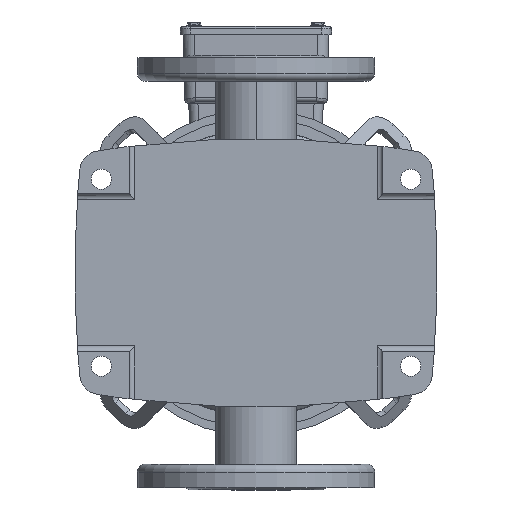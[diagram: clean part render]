
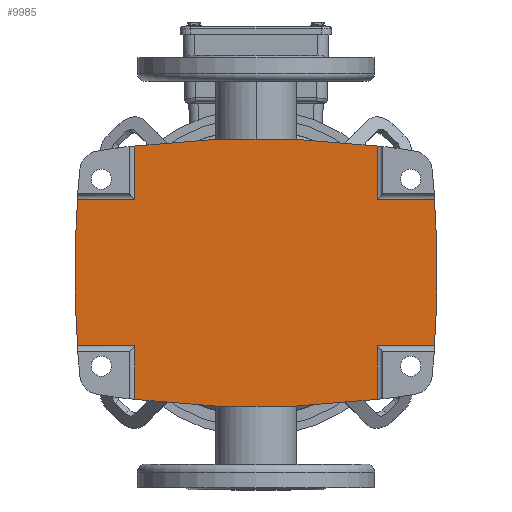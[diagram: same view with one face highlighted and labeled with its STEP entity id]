
A CAD part, front view. The second image highlights one B-rep face of the part: STEP entity #9985.
In plain terms, the highlighted planar face has unit normal (0, -1, 0).
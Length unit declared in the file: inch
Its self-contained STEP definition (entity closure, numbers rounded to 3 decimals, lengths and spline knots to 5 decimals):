
#286 = EDGE_CURVE ( 'NONE', #59296, #36847, #10833, .T. ) ;
#312 = EDGE_CURVE ( 'NONE', #33282, #52554, #37823, .T. ) ;
#1955 = ORIENTED_EDGE ( 'NONE', *, *, #72855, .T. ) ;
#2509 = ORIENTED_EDGE ( 'NONE', *, *, #74704, .F. ) ;
#3200 = DIRECTION ( 'NONE',  ( 0., -1., 0. ) ) ;
#3539 = DIRECTION ( 'NONE',  ( 0., 0., 1. ) ) ;
#5605 = DIRECTION ( 'NONE',  ( 0., 0., 1. ) ) ;
#6189 = VECTOR ( 'NONE', #16001, 39.37008 ) ;
#6253 = VERTEX_POINT ( 'NONE', #68868 ) ;
#6255 = CARTESIAN_POINT ( 'NONE',  ( -1.99928, 0.19685, -6.87992 ) ) ;
#7614 = AXIS2_PLACEMENT_3D ( 'NONE', #32476, #43824, #3539 ) ;
#7811 = CARTESIAN_POINT ( 'NONE',  ( 3.46496, 0.19685, -3.31346 ) ) ;
#9801 = VERTEX_POINT ( 'NONE', #57733 ) ;
#9962 = DIRECTION ( 'NONE',  ( 0., 1., 0. ) ) ;
#9985 = ADVANCED_FACE ( 'NONE', ( #48854 ), #20673, .F. ) ;
#10015 = CARTESIAN_POINT ( 'NONE',  ( -1.99928, 0.19685, -3.31346 ) ) ;
#10347 = DIRECTION ( 'NONE',  ( 0., 0., 1. ) ) ;
#10833 = CIRCLE ( 'NONE', #62890, 26.77315 ) ;
#11652 = EDGE_CURVE ( 'NONE', #19788, #69360, #44894, .T. ) ;
#13453 = CARTESIAN_POINT ( 'NONE',  ( -1.99928, 0.19685, 3.31346 ) ) ;
#13665 = ORIENTED_EDGE ( 'NONE', *, *, #57209, .F. ) ;
#13674 = EDGE_CURVE ( 'NONE', #33282, #59296, #40464, .T. ) ;
#13967 = VERTEX_POINT ( 'NONE', #13453 ) ;
#14534 = CARTESIAN_POINT ( 'NONE',  ( -4.59646, 0.19685, -3.31346 ) ) ;
#15206 = EDGE_LOOP ( 'NONE', ( #52076, #74355, #51368, #71244, #2509, #13665, #65535, #27833, #55747, #30294, #50104, #60224, #1955, #17667 ) ) ;
#16001 = DIRECTION ( 'NONE',  ( 1., 0., 0. ) ) ;
#16335 = VECTOR ( 'NONE', #54025, 39.37008 ) ;
#17194 = CARTESIAN_POINT ( 'NONE',  ( 1.99928, 0.19685, 3.31346 ) ) ;
#17667 = ORIENTED_EDGE ( 'NONE', *, *, #46294, .T. ) ;
#19003 = DIRECTION ( 'NONE',  ( 0., 0., 1. ) ) ;
#19324 = DIRECTION ( 'NONE',  ( 1., 0., 0. ) ) ;
#19788 = VERTEX_POINT ( 'NONE', #35211 ) ;
#20065 = CARTESIAN_POINT ( 'NONE',  ( -4.59646, 0.19685, -3.31346 ) ) ;
#20502 = CARTESIAN_POINT ( 'NONE',  ( -1.99928, 0.19685, -4.87898 ) ) ;
#20673 = PLANE ( 'NONE',  #7614 ) ;
#21049 = DIRECTION ( 'NONE',  ( 0., -1., 0. ) ) ;
#21937 = CARTESIAN_POINT ( 'NONE',  ( 0., 0.19685, 4.95031 ) ) ;
#22192 = LINE ( 'NONE', #74278, #49190 ) ;
#23488 = DIRECTION ( 'NONE',  ( 0., 0., 1. ) ) ;
#23550 = LINE ( 'NONE', #20065, #29836 ) ;
#25724 = CARTESIAN_POINT ( 'NONE',  ( -23.10236, 0.19685, 0. ) ) ;
#26044 = AXIS2_PLACEMENT_3D ( 'NONE', #30992, #59479, #30504 ) ;
#26229 = CARTESIAN_POINT ( 'NONE',  ( 1.99928, 0.19685, -6.87992 ) ) ;
#27077 = CARTESIAN_POINT ( 'NONE',  ( 0., 0.19685, -23.10236 ) ) ;
#27833 = ORIENTED_EDGE ( 'NONE', *, *, #61879, .T. ) ;
#29078 = CARTESIAN_POINT ( 'NONE',  ( -3.46496, 0.19685, 3.31346 ) ) ;
#29818 = AXIS2_PLACEMENT_3D ( 'NONE', #65341, #53226, #19003 ) ;
#29836 = VECTOR ( 'NONE', #19324, 39.37008 ) ;
#30089 = VECTOR ( 'NONE', #40522, 39.37008 ) ;
#30294 = ORIENTED_EDGE ( 'NONE', *, *, #286, .F. ) ;
#30504 = DIRECTION ( 'NONE',  ( 0., 0., 1. ) ) ;
#30992 = CARTESIAN_POINT ( 'NONE',  ( 0., 0.19685, 23.10236 ) ) ;
#32113 = CARTESIAN_POINT ( 'NONE',  ( -1.99928, 0.19685, 4.87898 ) ) ;
#32343 = CARTESIAN_POINT ( 'NONE',  ( 0., 0.19685, 23.10236 ) ) ;
#32383 = CARTESIAN_POINT ( 'NONE',  ( 0., 0.19685, -23.10236 ) ) ;
#32476 = CARTESIAN_POINT ( 'NONE',  ( -1.99928, 0.19685, -6.87992 ) ) ;
#33282 = VERTEX_POINT ( 'NONE', #17194 ) ;
#34164 = EDGE_CURVE ( 'NONE', #6253, #36847, #23550, .T. ) ;
#34451 = VERTEX_POINT ( 'NONE', #29078 ) ;
#35211 = CARTESIAN_POINT ( 'NONE',  ( 1.99928, 0.19685, -4.87898 ) ) ;
#35654 = AXIS2_PLACEMENT_3D ( 'NONE', #32383, #3200, #37931 ) ;
#36847 = VERTEX_POINT ( 'NONE', #7811 ) ;
#37823 = LINE ( 'NONE', #26229, #60370 ) ;
#37931 = DIRECTION ( 'NONE',  ( 0., 0., 1. ) ) ;
#38545 = VERTEX_POINT ( 'NONE', #10015 ) ;
#39536 = AXIS2_PLACEMENT_3D ( 'NONE', #32343, #9962, #55287 ) ;
#40383 = CARTESIAN_POINT ( 'NONE',  ( 3.46496, 0.19685, 3.31346 ) ) ;
#40464 = LINE ( 'NONE', #66655, #6189 ) ;
#40522 = DIRECTION ( 'NONE',  ( 0., 0., 1. ) ) ;
#41364 = VECTOR ( 'NONE', #5605, 39.37008 ) ;
#43053 = VERTEX_POINT ( 'NONE', #32113 ) ;
#43824 = DIRECTION ( 'NONE',  ( 0., 1., 0. ) ) ;
#44246 = CIRCLE ( 'NONE', #39536, 28.05268 ) ;
#44894 = CIRCLE ( 'NONE', #26044, 28.05268 ) ;
#45007 = CIRCLE ( 'NONE', #67516, 28.05268 ) ;
#46294 = EDGE_CURVE ( 'NONE', #50098, #43053, #57165, .T. ) ;
#48854 = FACE_OUTER_BOUND ( 'NONE', #15206, .T. ) ;
#49190 = VECTOR ( 'NONE', #50510, 39.37008 ) ;
#50098 = VERTEX_POINT ( 'NONE', #21937 ) ;
#50104 = ORIENTED_EDGE ( 'NONE', *, *, #13674, .F. ) ;
#50510 = DIRECTION ( 'NONE',  ( 1., 0., 0. ) ) ;
#51368 = ORIENTED_EDGE ( 'NONE', *, *, #73018, .T. ) ;
#51719 = LINE ( 'NONE', #6255, #30089 ) ;
#52076 = ORIENTED_EDGE ( 'NONE', *, *, #69285, .F. ) ;
#52554 = VERTEX_POINT ( 'NONE', #57605 ) ;
#53226 = DIRECTION ( 'NONE',  ( 0., -1., 0. ) ) ;
#54025 = DIRECTION ( 'NONE',  ( 1., 0., 0. ) ) ;
#54400 = DIRECTION ( 'NONE',  ( 0., 1., 0. ) ) ;
#55287 = DIRECTION ( 'NONE',  ( 0., 0., 1. ) ) ;
#55747 = ORIENTED_EDGE ( 'NONE', *, *, #34164, .T. ) ;
#57090 = EDGE_CURVE ( 'NONE', #9801, #38545, #71349, .T. ) ;
#57165 = CIRCLE ( 'NONE', #35654, 28.05268 ) ;
#57209 = EDGE_CURVE ( 'NONE', #69360, #73587, #44246, .T. ) ;
#57605 = CARTESIAN_POINT ( 'NONE',  ( 1.99928, 0.19685, 4.87898 ) ) ;
#57733 = CARTESIAN_POINT ( 'NONE',  ( -3.46496, 0.19685, -3.31346 ) ) ;
#58149 = CARTESIAN_POINT ( 'NONE',  ( 0., 0.19685, -4.95031 ) ) ;
#59296 = VERTEX_POINT ( 'NONE', #40383 ) ;
#59479 = DIRECTION ( 'NONE',  ( 0., 1., 0. ) ) ;
#60224 = ORIENTED_EDGE ( 'NONE', *, *, #312, .T. ) ;
#60370 = VECTOR ( 'NONE', #10347, 39.37008 ) ;
#60459 = DIRECTION ( 'NONE',  ( 0., 0., 1. ) ) ;
#61879 = EDGE_CURVE ( 'NONE', #19788, #6253, #68291, .T. ) ;
#62890 = AXIS2_PLACEMENT_3D ( 'NONE', #25724, #54400, #60459 ) ;
#65341 = CARTESIAN_POINT ( 'NONE',  ( 23.10236, 0.19685, 0. ) ) ;
#65535 = ORIENTED_EDGE ( 'NONE', *, *, #11652, .F. ) ;
#66655 = CARTESIAN_POINT ( 'NONE',  ( -4.59646, 0.19685, 3.31346 ) ) ;
#67516 = AXIS2_PLACEMENT_3D ( 'NONE', #27077, #21049, #73013 ) ;
#67612 = CIRCLE ( 'NONE', #29818, 26.77315 ) ;
#67870 = EDGE_CURVE ( 'NONE', #34451, #13967, #22192, .T. ) ;
#68291 = LINE ( 'NONE', #68906, #71914 ) ;
#68868 = CARTESIAN_POINT ( 'NONE',  ( 1.99928, 0.19685, -3.31346 ) ) ;
#68906 = CARTESIAN_POINT ( 'NONE',  ( 1.99928, 0.19685, -6.87992 ) ) ;
#69133 = CARTESIAN_POINT ( 'NONE',  ( -1.99928, 0.19685, -6.87992 ) ) ;
#69285 = EDGE_CURVE ( 'NONE', #13967, #43053, #51719, .T. ) ;
#69360 = VERTEX_POINT ( 'NONE', #58149 ) ;
#71244 = ORIENTED_EDGE ( 'NONE', *, *, #57090, .T. ) ;
#71349 = LINE ( 'NONE', #14534, #16335 ) ;
#71914 = VECTOR ( 'NONE', #23488, 39.37008 ) ;
#72124 = LINE ( 'NONE', #69133, #41364 ) ;
#72855 = EDGE_CURVE ( 'NONE', #52554, #50098, #45007, .T. ) ;
#73013 = DIRECTION ( 'NONE',  ( 0., 0., 1. ) ) ;
#73018 = EDGE_CURVE ( 'NONE', #34451, #9801, #67612, .T. ) ;
#73587 = VERTEX_POINT ( 'NONE', #20502 ) ;
#74278 = CARTESIAN_POINT ( 'NONE',  ( -4.59646, 0.19685, 3.31346 ) ) ;
#74355 = ORIENTED_EDGE ( 'NONE', *, *, #67870, .F. ) ;
#74704 = EDGE_CURVE ( 'NONE', #73587, #38545, #72124, .T. ) ;
